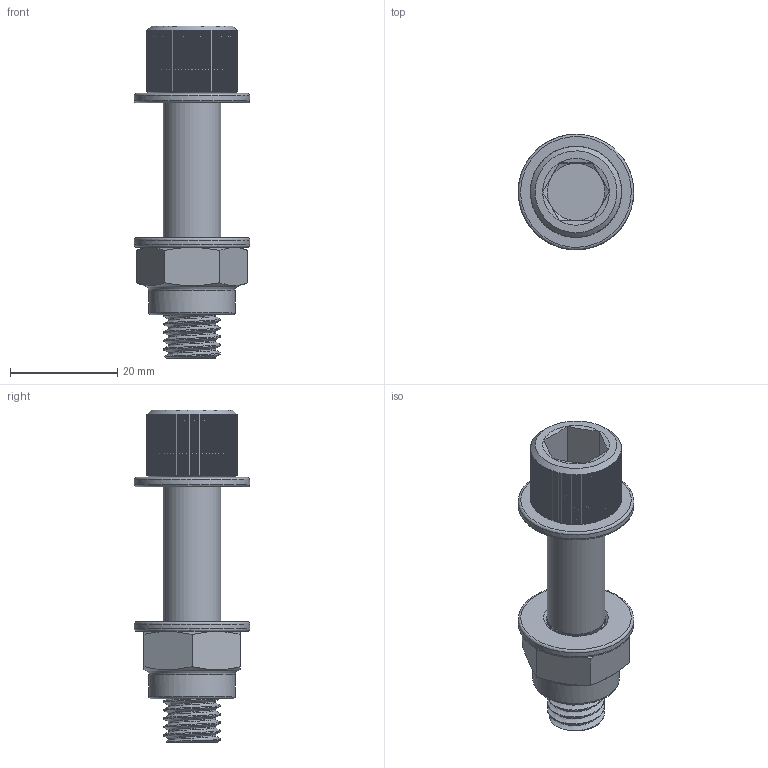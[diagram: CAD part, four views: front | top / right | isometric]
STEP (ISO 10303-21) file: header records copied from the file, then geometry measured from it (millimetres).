
FILE_DESCRIPTION(('FreeCAD Model'),'2;1');
FILE_NAME('Open CASCADE Shape Model','2025-05-05T07:13:35',('FreeCAD'),( 'FreeCAD'),'Open CASCADE STEP processor 7.6','FreeCAD','Unknown');
FILE_SCHEMA(('AUTOMOTIVE_DESIGN { 1 0 10303 214 1 1 1 1 }'));
Products named in the file (1): Open CASCADE STEP translator 7.6 1
Bounding box: 21.57 x 21.54 x 62.01 mm (x, y, z)
Volume: 9129.8 mm3; surface area: 6927 mm2
Topology: 5 solids, 5 shells, 793 faces, 2320 edges, 1541 vertices
Faces by surface type: bspline 793
Entity records: 35374 total; most frequent: CARTESIAN_POINT 22603, ORIENTED_EDGE 4640, EDGE_CURVE 2320, B_SPLINE_CURVE_WITH_KNOTS 1719, VERTEX_POINT 1541, FACE_BOUND 805, EDGE_LOOP 805, ADVANCED_FACE 793
